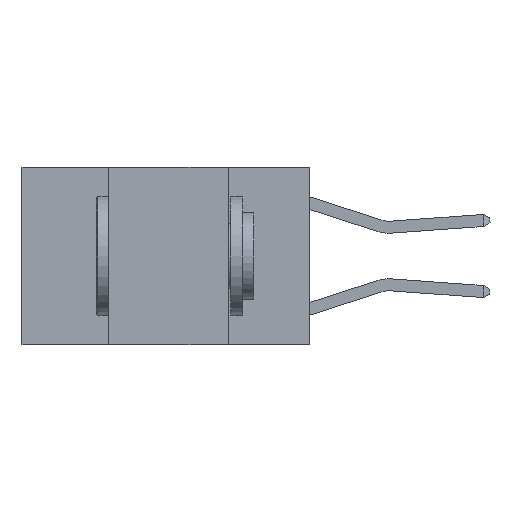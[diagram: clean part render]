
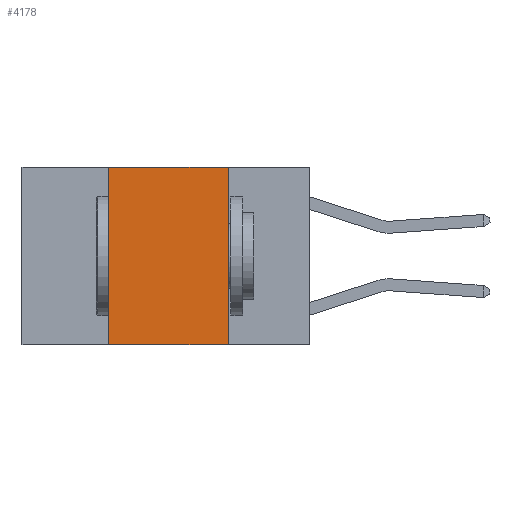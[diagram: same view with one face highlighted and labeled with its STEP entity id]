
A CAD part, left-side view. The second image highlights one B-rep face of the part: STEP entity #4178.
In plain terms, the highlighted planar face has unit normal (-1, 0, 0).
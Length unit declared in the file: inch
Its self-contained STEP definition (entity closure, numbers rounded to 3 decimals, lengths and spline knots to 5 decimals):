
#456 = LINE ( 'NONE', #2750, #19332 ) ;
#706 = VERTEX_POINT ( 'NONE', #16558 ) ;
#881 = AXIS2_PLACEMENT_3D ( 'NONE', #14425, #1696, #14513 ) ;
#1234 = CARTESIAN_POINT ( 'NONE',  ( 0., 0.42, 0. ) ) ;
#1696 = DIRECTION ( 'NONE',  ( 1., 0., 0. ) ) ;
#2750 = CARTESIAN_POINT ( 'NONE',  ( 0., 0.17, 0. ) ) ;
#4088 = LINE ( 'NONE', #1234, #8340 ) ;
#4178 = ADVANCED_FACE ( 'NONE', ( #5885 ), #8911, .F. ) ;
#4284 = DIRECTION ( 'NONE',  ( 0., -1., 0. ) ) ;
#5377 = LINE ( 'NONE', #15186, #19890 ) ;
#5378 = EDGE_CURVE ( 'NONE', #706, #12439, #4088, .T. ) ;
#5796 = DIRECTION ( 'NONE',  ( 0., -1., 0. ) ) ;
#5885 = FACE_OUTER_BOUND ( 'NONE', #17593, .T. ) ;
#7805 = EDGE_CURVE ( 'NONE', #18001, #15473, #456, .T. ) ;
#8214 = EDGE_CURVE ( 'NONE', #12439, #18001, #5377, .T. ) ;
#8340 = VECTOR ( 'NONE', #15868, 39.37008 ) ;
#8911 = PLANE ( 'NONE',  #881 ) ;
#10087 = DIRECTION ( 'NONE',  ( 0., 0., -1. ) ) ;
#10390 = ORIENTED_EDGE ( 'NONE', *, *, #5378, .F. ) ;
#10743 = LINE ( 'NONE', #13030, #20433 ) ;
#12439 = VERTEX_POINT ( 'NONE', #19783 ) ;
#12669 = EDGE_CURVE ( 'NONE', #706, #15473, #10743, .T. ) ;
#13030 = CARTESIAN_POINT ( 'NONE',  ( 0., 0.6, -0.37 ) ) ;
#14425 = CARTESIAN_POINT ( 'NONE',  ( 0., 0.6, 0. ) ) ;
#14513 = DIRECTION ( 'NONE',  ( 0., 0., -1. ) ) ;
#15186 = CARTESIAN_POINT ( 'NONE',  ( 0., 0.6, 0. ) ) ;
#15473 = VERTEX_POINT ( 'NONE', #15548 ) ;
#15548 = CARTESIAN_POINT ( 'NONE',  ( 0., 0.17, -0.37 ) ) ;
#15868 = DIRECTION ( 'NONE',  ( 0., 0., 1. ) ) ;
#16380 = ORIENTED_EDGE ( 'NONE', *, *, #7805, .F. ) ;
#16558 = CARTESIAN_POINT ( 'NONE',  ( 0., 0.42, -0.37 ) ) ;
#17134 = CARTESIAN_POINT ( 'NONE',  ( 0., 0.17, 0. ) ) ;
#17593 = EDGE_LOOP ( 'NONE', ( #16380, #20096, #10390, #20072 ) ) ;
#18001 = VERTEX_POINT ( 'NONE', #17134 ) ;
#19332 = VECTOR ( 'NONE', #10087, 39.37008 ) ;
#19783 = CARTESIAN_POINT ( 'NONE',  ( 0., 0.42, 0. ) ) ;
#19890 = VECTOR ( 'NONE', #4284, 39.37008 ) ;
#20072 = ORIENTED_EDGE ( 'NONE', *, *, #12669, .T. ) ;
#20096 = ORIENTED_EDGE ( 'NONE', *, *, #8214, .F. ) ;
#20433 = VECTOR ( 'NONE', #5796, 39.37008 ) ;
